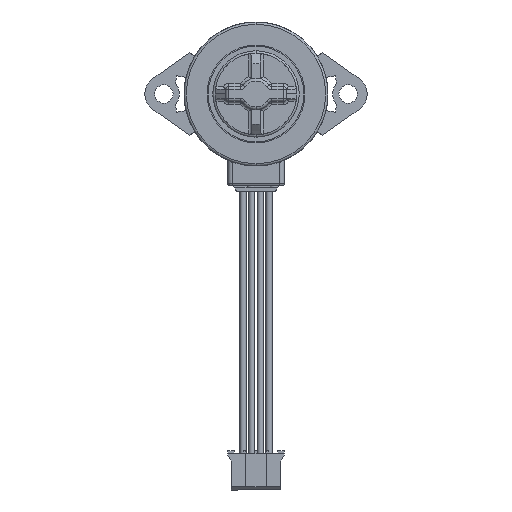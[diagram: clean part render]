
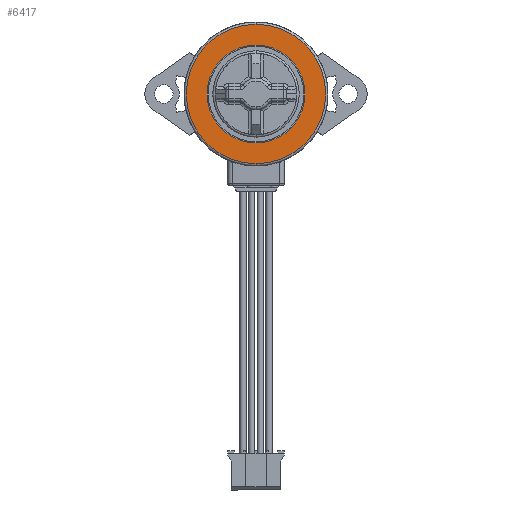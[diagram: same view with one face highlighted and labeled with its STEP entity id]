
A CAD part, front view. The second image highlights one B-rep face of the part: STEP entity #6417.
In plain terms, the highlighted planar face has unit normal (0, -1, 0).
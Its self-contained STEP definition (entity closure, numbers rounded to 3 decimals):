
#282 = ORIENTED_EDGE ( 'NONE', *, *, #6296, .T. ) ;
#2466 = FACE_OUTER_BOUND ( 'NONE', #10793, .T. ) ;
#2681 = EDGE_CURVE ( 'NONE', #15818, #11401, #7511, .T. ) ;
#3266 = CIRCLE ( 'NONE', #12266, 12.1 ) ;
#3855 = CARTESIAN_POINT ( 'NONE',  ( 0., -17.1, 0. ) ) ;
#4175 = AXIS2_PLACEMENT_3D ( 'NONE', #18884, #6373, #21014 ) ;
#4858 = CARTESIAN_POINT ( 'NONE',  ( 0., -17.1, 0. ) ) ;
#5074 = CARTESIAN_POINT ( 'NONE',  ( 0., -17.1, 0. ) ) ;
#5094 = CIRCLE ( 'NONE', #14474, 12.1 ) ;
#5951 = DIRECTION ( 'NONE',  ( 0., 0., -1. ) ) ;
#6281 = PLANE ( 'NONE',  #4175 ) ;
#6296 = EDGE_CURVE ( 'NONE', #23052, #8561, #5094, .T. ) ;
#6373 = DIRECTION ( 'NONE',  ( 0., 1., 0. ) ) ;
#6417 = ADVANCED_FACE ( 'NONE', ( #24109, #2466 ), #6281, .F. ) ;
#6711 = DIRECTION ( 'NONE',  ( 0., -1., 0. ) ) ;
#6964 = DIRECTION ( 'NONE',  ( 0., 0., -1. ) ) ;
#7172 = DIRECTION ( 'NONE',  ( 0., 0., 1. ) ) ;
#7511 = CIRCLE ( 'NONE', #22424, 8.5 ) ;
#8561 = VERTEX_POINT ( 'NONE', #25529 ) ;
#8723 = ORIENTED_EDGE ( 'NONE', *, *, #2681, .F. ) ;
#9828 = ORIENTED_EDGE ( 'NONE', *, *, #13611, .T. ) ;
#10793 = EDGE_LOOP ( 'NONE', ( #9828, #282 ) ) ;
#11401 = VERTEX_POINT ( 'NONE', #26261 ) ;
#11424 = ORIENTED_EDGE ( 'NONE', *, *, #25503, .F. ) ;
#12266 = AXIS2_PLACEMENT_3D ( 'NONE', #19244, #6711, #21364 ) ;
#12506 = CARTESIAN_POINT ( 'NONE',  ( 0., -17.1, -12.1 ) ) ;
#13611 = EDGE_CURVE ( 'NONE', #8561, #23052, #3266, .T. ) ;
#14474 = AXIS2_PLACEMENT_3D ( 'NONE', #5074, #19695, #7172 ) ;
#15818 = VERTEX_POINT ( 'NONE', #23050 ) ;
#17270 = EDGE_LOOP ( 'NONE', ( #8723, #11424 ) ) ;
#17497 = AXIS2_PLACEMENT_3D ( 'NONE', #3855, #18478, #5951 ) ;
#18478 = DIRECTION ( 'NONE',  ( 0., -1., 0. ) ) ;
#18884 = CARTESIAN_POINT ( 'NONE',  ( 0., -17.1, 0. ) ) ;
#19244 = CARTESIAN_POINT ( 'NONE',  ( 0., -17.1, 0. ) ) ;
#19492 = DIRECTION ( 'NONE',  ( 0., -1., 0. ) ) ;
#19695 = DIRECTION ( 'NONE',  ( 0., -1., 0. ) ) ;
#21014 = DIRECTION ( 'NONE',  ( 0., 0., 1. ) ) ;
#21364 = DIRECTION ( 'NONE',  ( 0., 0., 1. ) ) ;
#22424 = AXIS2_PLACEMENT_3D ( 'NONE', #4858, #19492, #6964 ) ;
#23050 = CARTESIAN_POINT ( 'NONE',  ( 0., -17.1, -8.5 ) ) ;
#23052 = VERTEX_POINT ( 'NONE', #12506 ) ;
#24109 = FACE_BOUND ( 'NONE', #17270, .T. ) ;
#25503 = EDGE_CURVE ( 'NONE', #11401, #15818, #26090, .T. ) ;
#25529 = CARTESIAN_POINT ( 'NONE',  ( 0., -17.1, 12.1 ) ) ;
#26090 = CIRCLE ( 'NONE', #17497, 8.5 ) ;
#26261 = CARTESIAN_POINT ( 'NONE',  ( 0., -17.1, 8.5 ) ) ;
